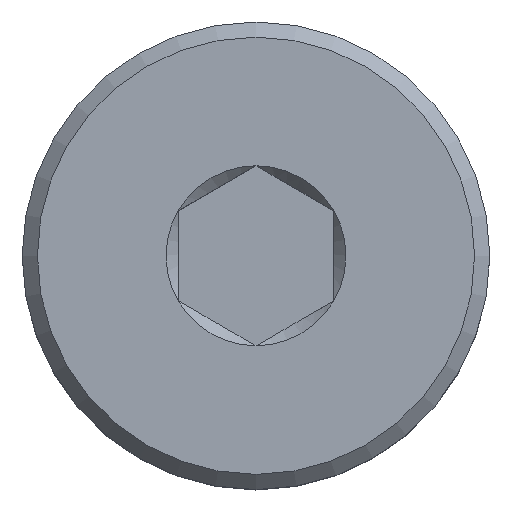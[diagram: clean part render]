
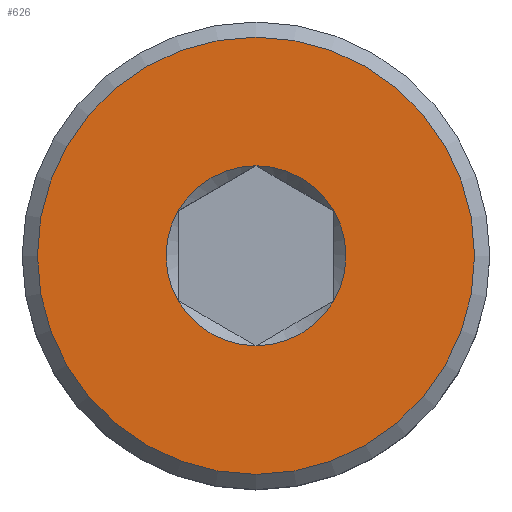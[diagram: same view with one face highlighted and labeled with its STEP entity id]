
A CAD part, top view. The second image highlights one B-rep face of the part: STEP entity #626.
In plain terms, the highlighted planar face has unit normal (0, 0, 1).
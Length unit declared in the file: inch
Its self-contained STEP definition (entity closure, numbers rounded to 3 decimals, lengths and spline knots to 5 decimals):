
#17=FACE_BOUND('',#124,.T.);
#20=PLANE('',#699);
#82=FACE_OUTER_BOUND('',#123,.T.);
#123=EDGE_LOOP('',(#499));
#124=EDGE_LOOP('',(#500,#501,#502,#503,#504,#505));
#148=CIRCLE('',#675,0.07217);
#150=CIRCLE('',#678,0.17531);
#163=CIRCLE('',#700,0.07217);
#164=CIRCLE('',#701,0.07217);
#165=CIRCLE('',#702,0.07217);
#166=CIRCLE('',#703,0.07217);
#167=CIRCLE('',#704,0.07217);
#280=VERTEX_POINT('',#1468);
#281=VERTEX_POINT('',#1469);
#283=VERTEX_POINT('',#1477);
#298=VERTEX_POINT('',#1695);
#299=VERTEX_POINT('',#1697);
#300=VERTEX_POINT('',#1699);
#301=VERTEX_POINT('',#1701);
#348=EDGE_CURVE('',#280,#281,#148,.T.);
#351=EDGE_CURVE('',#283,#283,#150,.T.);
#378=EDGE_CURVE('',#298,#280,#163,.T.);
#379=EDGE_CURVE('',#299,#298,#164,.T.);
#380=EDGE_CURVE('',#300,#299,#165,.T.);
#381=EDGE_CURVE('',#301,#300,#166,.T.);
#382=EDGE_CURVE('',#281,#301,#167,.T.);
#499=ORIENTED_EDGE('',*,*,#351,.T.);
#500=ORIENTED_EDGE('',*,*,#378,.F.);
#501=ORIENTED_EDGE('',*,*,#379,.F.);
#502=ORIENTED_EDGE('',*,*,#380,.F.);
#503=ORIENTED_EDGE('',*,*,#381,.F.);
#504=ORIENTED_EDGE('',*,*,#382,.F.);
#505=ORIENTED_EDGE('',*,*,#348,.F.);
#626=ADVANCED_FACE('',(#82,#17),#20,.T.);
#675=AXIS2_PLACEMENT_3D('',#1473,#767,#768);
#678=AXIS2_PLACEMENT_3D('',#1479,#774,#775);
#699=AXIS2_PLACEMENT_3D('',#1694,#822,#823);
#700=AXIS2_PLACEMENT_3D('',#1696,#824,#825);
#701=AXIS2_PLACEMENT_3D('',#1698,#826,#827);
#702=AXIS2_PLACEMENT_3D('',#1700,#828,#829);
#703=AXIS2_PLACEMENT_3D('',#1702,#830,#831);
#704=AXIS2_PLACEMENT_3D('',#1703,#832,#833);
#767=DIRECTION('center_axis',(0.,0.,1.));
#768=DIRECTION('ref_axis',(1.,0.,0.));
#774=DIRECTION('center_axis',(0.,0.,1.));
#775=DIRECTION('ref_axis',(0.,-1.,0.));
#822=DIRECTION('center_axis',(0.,0.,1.));
#823=DIRECTION('ref_axis',(0.,-1.,0.));
#824=DIRECTION('center_axis',(0.,0.,1.));
#825=DIRECTION('ref_axis',(1.,0.,0.));
#826=DIRECTION('center_axis',(0.,0.,1.));
#827=DIRECTION('ref_axis',(1.,0.,0.));
#828=DIRECTION('center_axis',(0.,0.,1.));
#829=DIRECTION('ref_axis',(1.,0.,0.));
#830=DIRECTION('center_axis',(0.,0.,1.));
#831=DIRECTION('ref_axis',(1.,0.,0.));
#832=DIRECTION('center_axis',(0.,0.,1.));
#833=DIRECTION('ref_axis',(1.,0.,0.));
#1468=CARTESIAN_POINT('',(0.0625,-0.03608,0.));
#1469=CARTESIAN_POINT('',(0.0625,0.03608,0.));
#1473=CARTESIAN_POINT('Origin',(0.,0.,0.));
#1477=CARTESIAN_POINT('',(0.,-0.17531,0.));
#1479=CARTESIAN_POINT('Origin',(0.,0.,0.));
#1694=CARTESIAN_POINT('Origin',(0.,0.,0.));
#1695=CARTESIAN_POINT('',(0.,-0.07217,0.));
#1696=CARTESIAN_POINT('Origin',(0.,0.,0.));
#1697=CARTESIAN_POINT('',(-0.0625,-0.03608,0.));
#1698=CARTESIAN_POINT('Origin',(0.,0.,0.));
#1699=CARTESIAN_POINT('',(-0.0625,0.03608,0.));
#1700=CARTESIAN_POINT('Origin',(0.,0.,0.));
#1701=CARTESIAN_POINT('',(0.,0.07217,0.));
#1702=CARTESIAN_POINT('Origin',(0.,0.,0.));
#1703=CARTESIAN_POINT('Origin',(0.,0.,0.));
